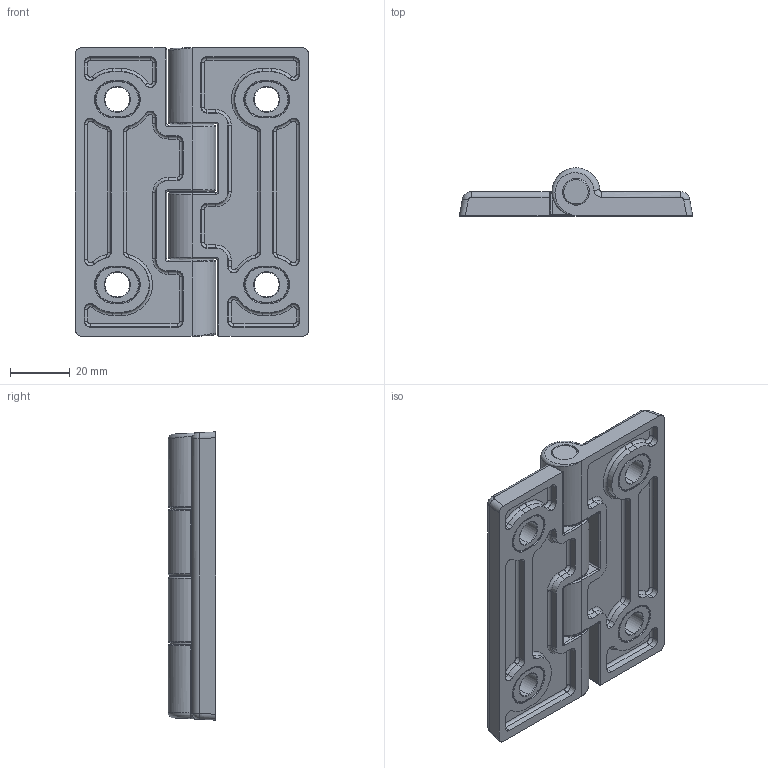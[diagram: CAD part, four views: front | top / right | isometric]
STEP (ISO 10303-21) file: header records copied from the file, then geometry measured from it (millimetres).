
FILE_DESCRIPTION (( 'STEP AP214' ), '1' );
FILE_NAME ('095052.STEP', '2014-08-14T10:33:59', ( '' ), ( '' ), 'SwSTEP 2.0', 'SolidWorks 2014', '' );
FILE_SCHEMA (( 'AUTOMOTIVE_DESIGN' ));
Length unit declared in the file: millimetre
Products named in the file (5): 340me345; 095050r04_095050r04 (8er Bohrung); 095050r03_095air01; 0955050r01_095502 R01 (50mm); 095052
Assembly tree (10 placements, depth 2):
  095052
    0955050r01_095502 R01 (50mm)  x2
    095050r03_095air01
    095050r04_095050r04 (8er Bohrung)  x4
    340me345  x3
Bounding box: 78 x 16 x 96.44 mm (x, y, z)
Volume: 54539.2 mm3; surface area: 33587.7 mm2
Topology: 10 solids, 10 shells, 774 faces, 1786 edges, 1044 vertices
Faces by surface type: torus 228, cylinder 209, plane 131, bspline 112, cone 94
Entity records: 9650 total; most frequent: CARTESIAN_POINT 2419, DIRECTION 1607, ORIENTED_EDGE 1424, EDGE_CURVE 712, AXIS2_PLACEMENT_3D 682, VERTEX_POINT 418, CIRCLE 393, EDGE_LOOP 324
